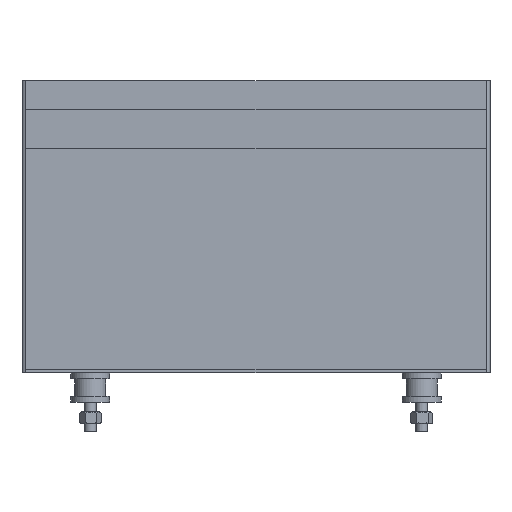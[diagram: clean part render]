
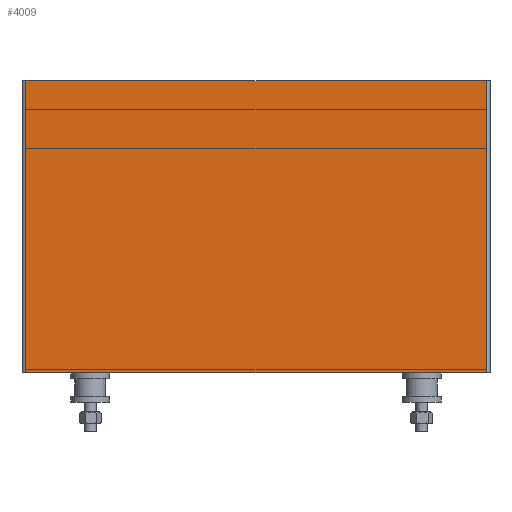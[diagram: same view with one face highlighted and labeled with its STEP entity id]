
A CAD part, front view. The second image highlights one B-rep face of the part: STEP entity #4009.
In plain terms, the highlighted planar face has unit normal (0, -1, 0).
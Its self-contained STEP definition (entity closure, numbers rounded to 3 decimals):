
#158 = FACE_OUTER_BOUND ( 'NONE', #2352, .T. ) ;
#228 = CARTESIAN_POINT ( 'NONE',  ( 118., 0., 150. ) ) ;
#296 = VECTOR ( 'NONE', #1166, 1000. ) ;
#668 = VECTOR ( 'NONE', #3797, 1000. ) ;
#863 = LINE ( 'NONE', #228, #1806 ) ;
#1002 = CARTESIAN_POINT ( 'NONE',  ( -118., 0., 150. ) ) ;
#1015 = DIRECTION ( 'NONE',  ( -1., 0., 0. ) ) ;
#1085 = AXIS2_PLACEMENT_3D ( 'NONE', #4251, #2987, #1015 ) ;
#1092 = PLANE ( 'NONE',  #1085 ) ;
#1113 = ORIENTED_EDGE ( 'NONE', *, *, #3106, .T. ) ;
#1133 = EDGE_CURVE ( 'NONE', #2957, #2418, #4049, .T. ) ;
#1166 = DIRECTION ( 'NONE',  ( 1., 0., 0. ) ) ;
#1229 = LINE ( 'NONE', #2927, #668 ) ;
#1396 = CARTESIAN_POINT ( 'NONE',  ( -118., 0., 150. ) ) ;
#1451 = LINE ( 'NONE', #4034, #296 ) ;
#1542 = CARTESIAN_POINT ( 'NONE',  ( 118., 0., 0. ) ) ;
#1806 = VECTOR ( 'NONE', #3130, 1000. ) ;
#1849 = EDGE_CURVE ( 'NONE', #2418, #3564, #1229, .T. ) ;
#1900 = EDGE_CURVE ( 'NONE', #2957, #2980, #1451, .T. ) ;
#2068 = DIRECTION ( 'NONE',  ( 0., 0., -1. ) ) ;
#2352 = EDGE_LOOP ( 'NONE', ( #3880, #1113, #3330, #3702 ) ) ;
#2418 = VERTEX_POINT ( 'NONE', #2560 ) ;
#2560 = CARTESIAN_POINT ( 'NONE',  ( -118., 0., 0. ) ) ;
#2904 = CARTESIAN_POINT ( 'NONE',  ( 118., 0., 150. ) ) ;
#2927 = CARTESIAN_POINT ( 'NONE',  ( -120., 0., 0. ) ) ;
#2957 = VERTEX_POINT ( 'NONE', #1002 ) ;
#2980 = VERTEX_POINT ( 'NONE', #2904 ) ;
#2987 = DIRECTION ( 'NONE',  ( 0., 1., 0. ) ) ;
#3106 = EDGE_CURVE ( 'NONE', #3564, #2980, #863, .T. ) ;
#3130 = DIRECTION ( 'NONE',  ( 0., 0., 1. ) ) ;
#3330 = ORIENTED_EDGE ( 'NONE', *, *, #1900, .F. ) ;
#3564 = VERTEX_POINT ( 'NONE', #1542 ) ;
#3702 = ORIENTED_EDGE ( 'NONE', *, *, #1133, .T. ) ;
#3794 = VECTOR ( 'NONE', #2068, 1000. ) ;
#3797 = DIRECTION ( 'NONE',  ( 1., 0., 0. ) ) ;
#3880 = ORIENTED_EDGE ( 'NONE', *, *, #1849, .T. ) ;
#4009 = ADVANCED_FACE ( 'NONE', ( #158 ), #1092, .F. ) ;
#4034 = CARTESIAN_POINT ( 'NONE',  ( -120., 0., 150. ) ) ;
#4049 = LINE ( 'NONE', #1396, #3794 ) ;
#4251 = CARTESIAN_POINT ( 'NONE',  ( -120., 0., 150. ) ) ;
